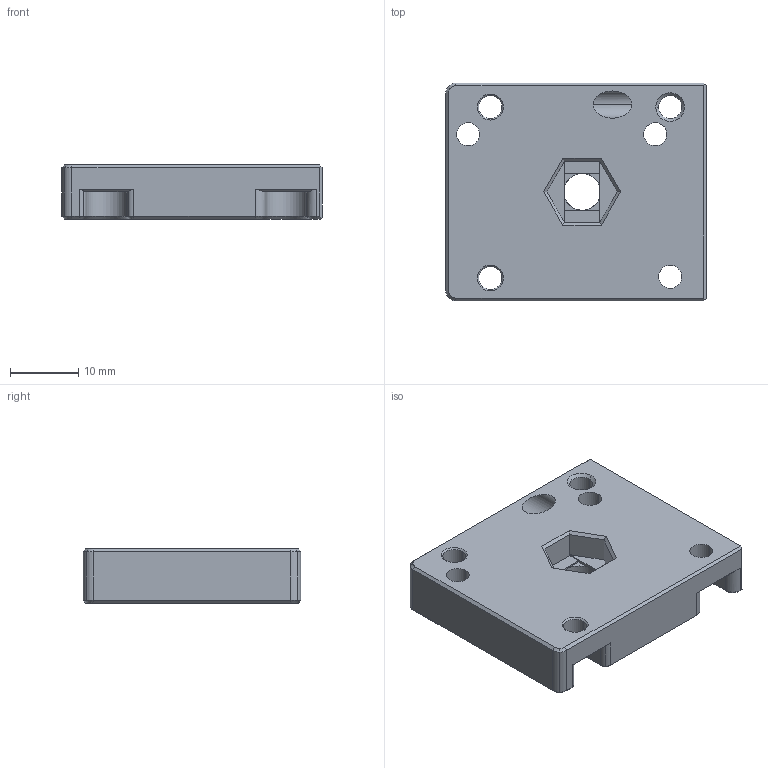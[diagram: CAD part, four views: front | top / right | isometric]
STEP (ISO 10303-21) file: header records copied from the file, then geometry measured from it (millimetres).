
FILE_DESCRIPTION (( 'STEP AP214' ), '1' );
FILE_NAME ('zNewZ_ZDriveFootPlate.STEP', '2022-06-10T23:43:36', ( '' ), ( '' ), 'SwSTEP 2.0', 'SolidWorks 2022', '' );
FILE_SCHEMA (( 'AUTOMOTIVE_DESIGN' ));
Length unit declared in the file: millimetre
Products named in the file (1): zNewZ_ZDriveFootPlate
Bounding box: 38.29 x 31.99 x 8 mm (x, y, z)
Volume: 8414.5 mm3; surface area: 4039.9 mm2
Topology: 1 solids, 1 shells, 151 faces, 387 edges, 235 vertices
Faces by surface type: plane 70, cylinder 42, cone 39
Entity records: 4611 total; most frequent: CARTESIAN_POINT 871, DIRECTION 792, ORIENTED_EDGE 774, EDGE_CURVE 387, AXIS2_PLACEMENT_3D 278, VECTOR 236, LINE 236, VERTEX_POINT 235
